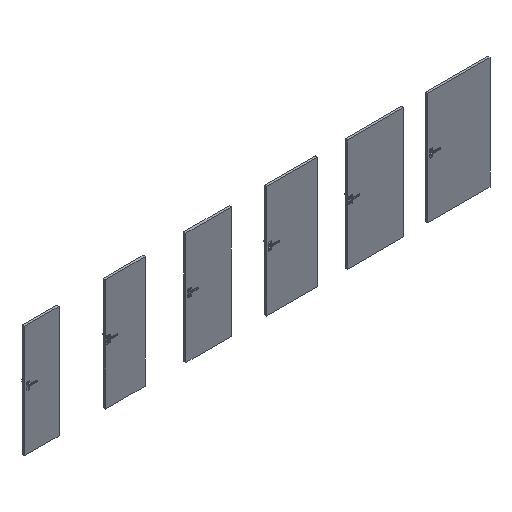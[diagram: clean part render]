
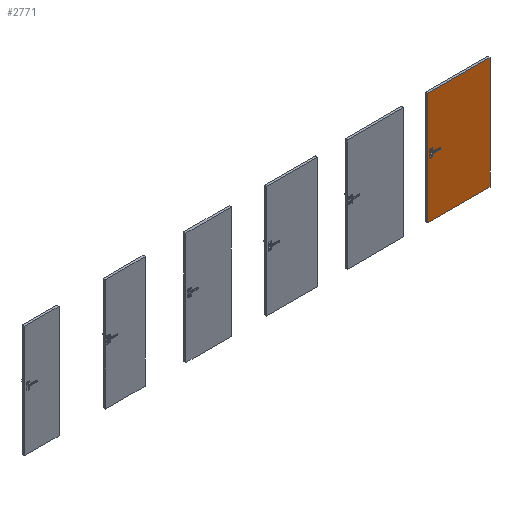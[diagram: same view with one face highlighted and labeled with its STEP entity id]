
A CAD part, isometric view. The second image highlights one B-rep face of the part: STEP entity #2771.
In plain terms, the highlighted planar face has unit normal (0, -1, 0).
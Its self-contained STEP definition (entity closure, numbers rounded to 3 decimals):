
#2771=ADVANCED_FACE('',(#4193),#3451,.F.);
#3451=PLANE('',#17072);
#4193=FACE_OUTER_BOUND('',#5249,.T.);
#5249=EDGE_LOOP('',(#8373,#8374,#8375,#8376));
#8373=ORIENTED_EDGE('',*,*,#12871,.T.);
#8374=ORIENTED_EDGE('',*,*,#12872,.F.);
#8375=ORIENTED_EDGE('',*,*,#12873,.F.);
#8376=ORIENTED_EDGE('',*,*,#12874,.T.);
#10999=VERTEX_POINT('',#29690);
#11000=VERTEX_POINT('',#29691);
#11001=VERTEX_POINT('',#29693);
#11002=VERTEX_POINT('',#29695);
#12871=EDGE_CURVE('',#10999,#11000,#14497,.T.);
#12872=EDGE_CURVE('',#11001,#11000,#14498,.T.);
#12873=EDGE_CURVE('',#11002,#11001,#14499,.T.);
#12874=EDGE_CURVE('',#11002,#10999,#14500,.T.);
#14497=LINE('',#29689,#15673);
#14498=LINE('',#29692,#15674);
#14499=LINE('',#29694,#15675);
#14500=LINE('',#29696,#15676);
#15673=VECTOR('',#20276,1.);
#15674=VECTOR('',#20277,1.);
#15675=VECTOR('',#20278,1.);
#15676=VECTOR('',#20279,1.);
#17072=AXIS2_PLACEMENT_3D('',#29697,#20280,#20281);
#20276=DIRECTION('',(1.,0.,0.));
#20277=DIRECTION('',(0.,0.,-1.));
#20278=DIRECTION('',(1.,0.,0.));
#20279=DIRECTION('',(0.,0.,-1.));
#20280=DIRECTION('',(0.,1.,0.));
#20281=DIRECTION('',(-1.,0.,0.));
#29689=CARTESIAN_POINT('',(7191.,-39.3,0.));
#29690=CARTESIAN_POINT('',(6941.,-39.3,0.));
#29691=CARTESIAN_POINT('',(8059.,-39.3,0.));
#29692=CARTESIAN_POINT('',(8059.,-39.3,2017.));
#29693=CARTESIAN_POINT('',(8059.,-39.3,2017.));
#29694=CARTESIAN_POINT('',(7191.,-39.3,2017.));
#29695=CARTESIAN_POINT('',(6941.,-39.3,2017.));
#29696=CARTESIAN_POINT('',(6941.,-39.3,2017.));
#29697=CARTESIAN_POINT('',(7191.,-39.3,2017.));
